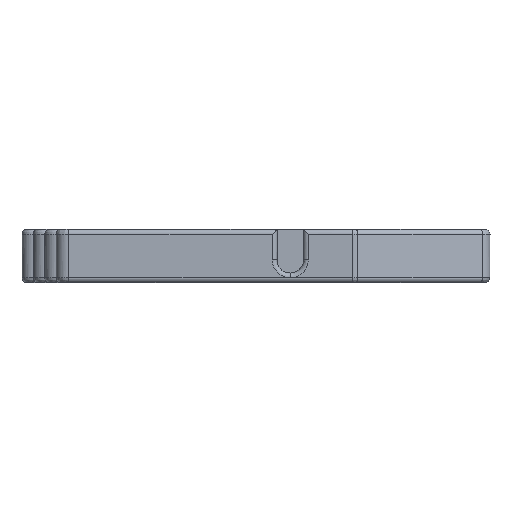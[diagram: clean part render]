
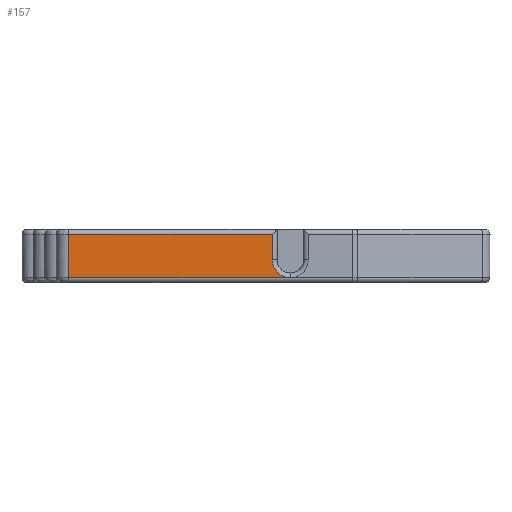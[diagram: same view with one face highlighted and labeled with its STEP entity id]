
A CAD part, left-side view. The second image highlights one B-rep face of the part: STEP entity #157.
In plain terms, the highlighted planar face has unit normal (-1, 0, 0).
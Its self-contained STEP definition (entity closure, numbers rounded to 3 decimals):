
#157=ADVANCED_FACE('',(#290),#2010,.T.);
#290=FACE_OUTER_BOUND('',#431,.T.);
#431=EDGE_LOOP('',(#1005,#1006,#1007,#1008,#1009));
#1005=ORIENTED_EDGE('',*,*,#1111,.T.);
#1006=ORIENTED_EDGE('',*,*,#1422,.F.);
#1007=ORIENTED_EDGE('',*,*,#1151,.F.);
#1008=ORIENTED_EDGE('',*,*,#1418,.F.);
#1009=ORIENTED_EDGE('',*,*,#1113,.F.);
#1111=EDGE_CURVE('',#1769,#1770,#1687,.T.);
#1113=EDGE_CURVE('',#1769,#1772,#1689,.T.);
#1151=EDGE_CURVE('',#1796,#1799,#1456,.T.);
#1418=EDGE_CURVE('',#1772,#1796,#1673,.T.);
#1422=EDGE_CURVE('',#1799,#1770,#1677,.T.);
#1456=B_SPLINE_CURVE_WITH_KNOTS('',1,(#5630,#5631),.UNSPECIFIED.,.F.,.F.,
(2,2),(-9.1,0.),.UNSPECIFIED.);
#1673=B_SPLINE_CURVE_WITH_KNOTS('',1,(#7354,#7355),.UNSPECIFIED.,.F.,.F.,
(2,2),(5.006,51.217),.UNSPECIFIED.);
#1677=B_SPLINE_CURVE_WITH_KNOTS('',1,(#7385,#7386),.UNSPECIFIED.,.F.,.F.,
(2,2),(-59.22,-16.759),.UNSPECIFIED.);
#1687=(
BOUNDED_CURVE()
B_SPLINE_CURVE(1,(#5525,#5526),.UNSPECIFIED.,.F.,.F.)
B_SPLINE_CURVE_WITH_KNOTS((2,2),(0.,5.35),.UNSPECIFIED.)
CURVE()
GEOMETRIC_REPRESENTATION_ITEM()
RATIONAL_B_SPLINE_CURVE((1.,1.))
REPRESENTATION_ITEM('')
);
#1689=(
BOUNDED_CURVE()
B_SPLINE_CURVE(2,(#5530,#5531,#5532),.UNSPECIFIED.,.F.,.F.)
B_SPLINE_CURVE_WITH_KNOTS((3,3),(5.89,11.781),
 .UNSPECIFIED.)
CURVE()
GEOMETRIC_REPRESENTATION_ITEM()
RATIONAL_B_SPLINE_CURVE((1.,0.707,1.))
REPRESENTATION_ITEM('')
);
#1769=VERTEX_POINT('',#5301);
#1770=VERTEX_POINT('',#5302);
#1772=VERTEX_POINT('',#5304);
#1796=VERTEX_POINT('',#5328);
#1799=VERTEX_POINT('',#5331);
#2010=PLANE('',#2118);
#2118=AXIS2_PLACEMENT_3D('',#5179,#2205,$);
#2205=DIRECTION('',(-1.,0.,0.));
#5179=CARTESIAN_POINT('',(5.805,-91.61,-1.3));
#5301=CARTESIAN_POINT('',(5.805,-74.851,-6.65));
#5302=CARTESIAN_POINT('',(5.805,-74.851,-1.3));
#5304=CARTESIAN_POINT('',(5.805,-78.601,-10.4));
#5328=CARTESIAN_POINT('',(5.805,-32.389,-10.4));
#5331=CARTESIAN_POINT('',(5.805,-32.389,-1.3));
#5525=CARTESIAN_POINT('',(5.805,-74.851,-6.65));
#5526=CARTESIAN_POINT('',(5.805,-74.851,-1.3));
#5530=CARTESIAN_POINT('',(5.805,-74.851,-6.65));
#5531=CARTESIAN_POINT('',(5.805,-74.851,-10.4));
#5532=CARTESIAN_POINT('',(5.805,-78.601,-10.4));
#5630=CARTESIAN_POINT('',(5.805,-32.389,-10.4));
#5631=CARTESIAN_POINT('',(5.805,-32.389,-1.3));
#7354=CARTESIAN_POINT('',(5.805,-78.601,-10.4));
#7355=CARTESIAN_POINT('',(5.805,-32.389,-10.4));
#7385=CARTESIAN_POINT('',(5.805,-32.389,-1.3));
#7386=CARTESIAN_POINT('',(5.805,-74.851,-1.3));
